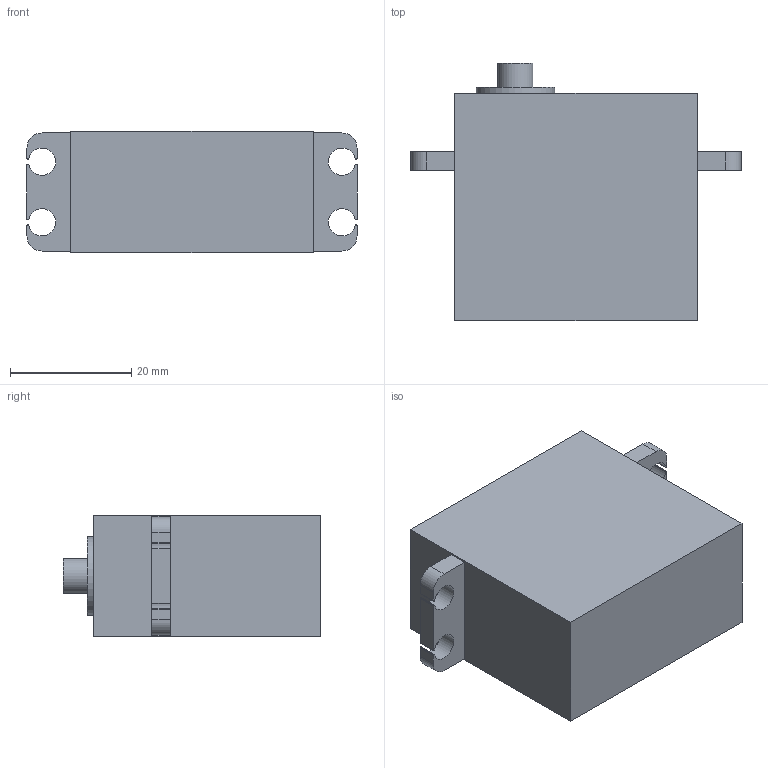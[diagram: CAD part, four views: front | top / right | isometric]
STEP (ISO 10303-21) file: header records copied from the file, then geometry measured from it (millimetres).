
FILE_DESCRIPTION(/* description */ (''),/* implementation_level */ '2;1');
FILE_NAME(/* name */ '6df1492f-c2fd-4cdd-af0a-d8bfe69be08c.stp',/* time_stamp */ '2024-05-05T19:02:45Z',/* author */ (''),/* organization */ (''),/* preprocessor_version */ 'ST-DEVELOPER v20',/* originating_system */ 'Autodesk Translation Framework v13.8.0.96',/* authorisation */ '');
FILE_SCHEMA (('AUTOMOTIVE_DESIGN { 1 0 10303 214 3 1 1 }'));
Length unit declared in the file: millimetre
Products named in the file (1): 45Servo
Bounding box: 54.5 x 42.5 x 20 mm (x, y, z)
Volume: 30898.3 mm3; surface area: 7117.9 mm2
Topology: 3 solids, 3 shells, 58 faces, 150 edges, 100 vertices
Faces by surface type: plane 32, cylinder 26
Full cylindrical faces by diameter (mm): 5.8 x1, 13 x1
Entity records: 1817 total; most frequent: DIRECTION 320, CARTESIAN_POINT 309, ORIENTED_EDGE 300, EDGE_CURVE 150, AXIS2_PLACEMENT_3D 111, VERTEX_POINT 100, LINE 98, VECTOR 98
